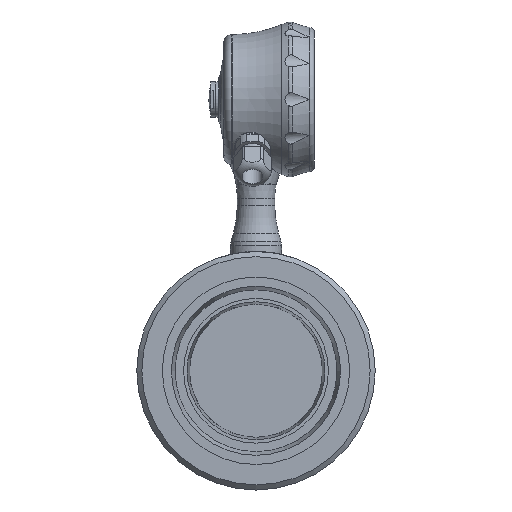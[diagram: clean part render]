
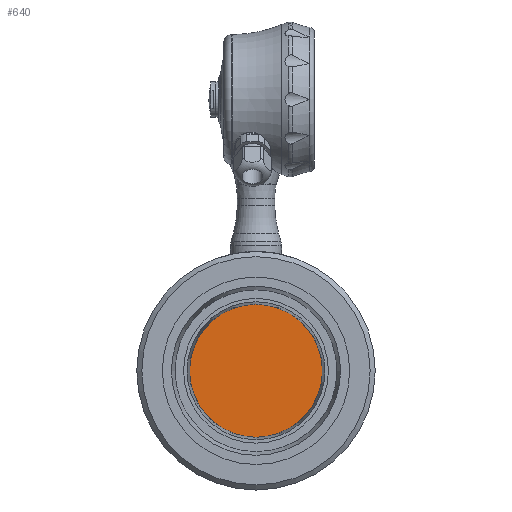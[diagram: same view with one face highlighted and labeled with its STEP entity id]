
A CAD part, front view. The second image highlights one B-rep face of the part: STEP entity #640.
In plain terms, the highlighted planar face has unit normal (0, -1, 0).
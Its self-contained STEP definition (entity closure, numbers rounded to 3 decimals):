
#640 = ADVANCED_FACE( '', ( #1750 ), #1751, .T. );
#1750 = FACE_OUTER_BOUND( '', #3434, .T. );
#1751 = PLANE( '', #3435 );
#3434 = EDGE_LOOP( '', ( #6129 ) );
#3435 = AXIS2_PLACEMENT_3D( '', #6130, #6131, #6132 );
#6129 = ORIENTED_EDGE( '', *, *, #10468, .T. );
#6130 = CARTESIAN_POINT( '', ( 0., -50., 0. ) );
#6131 = DIRECTION( '', ( 0., -1., 0. ) );
#6132 = DIRECTION( '', ( 0., 0., 1. ) );
#10468 = EDGE_CURVE( '', #12427, #12427, #12428, .T. );
#12427 = VERTEX_POINT( '', #15557 );
#12428 = CIRCLE( '', #15558, 39. );
#15557 = CARTESIAN_POINT( '', ( 0., -50., 39. ) );
#15558 = AXIS2_PLACEMENT_3D( '', #21661, #21662, #21663 );
#21661 = CARTESIAN_POINT( '', ( 0., -50., 0. ) );
#21662 = DIRECTION( '', ( 0., -1., 0. ) );
#21663 = DIRECTION( '', ( 0., 0., 1. ) );
